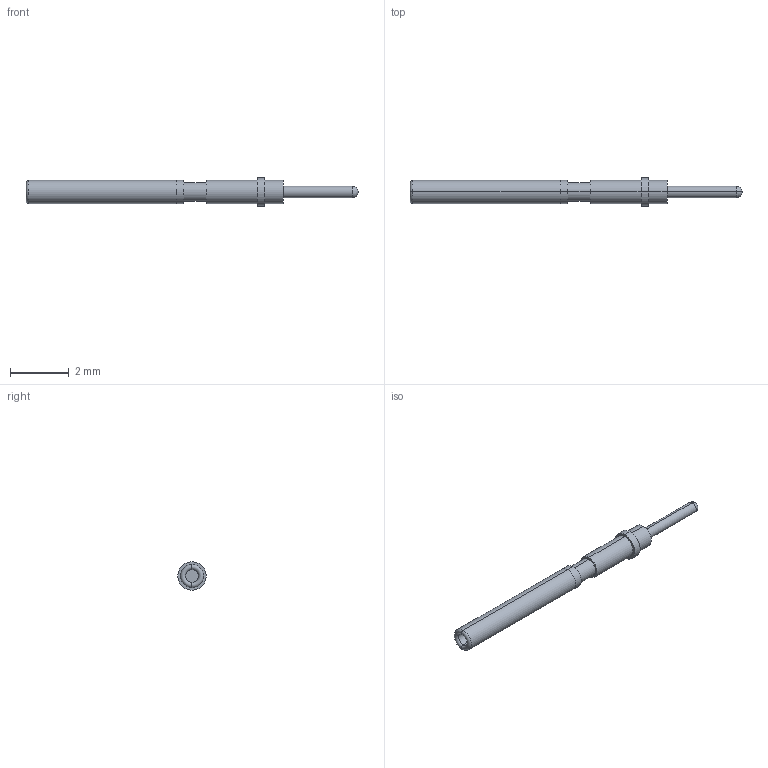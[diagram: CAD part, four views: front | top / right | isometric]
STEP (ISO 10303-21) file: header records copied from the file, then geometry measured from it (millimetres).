
FILE_DESCRIPTION (( 'STEP AP214' ), '1' );
FILE_NAME ('C-ICS40 B1 S2P2.STEP', '2011-10-21T10:56:38', ( 'Authorized User' ), ( '' ), 'SwSTEP 2.0', 'SolidWorks 2011', '' );
FILE_SCHEMA (( 'AUTOMOTIVE_DESIGN' ));
Length unit declared in the file: inch
Products named in the file (1): C-ICS40 B1 S2P2
Bounding box: 11.28 x 0.97 x 0.97 mm (x, y, z)
Volume: 3.1 mm3; surface area: 40.1 mm2
Topology: 2 solids, 2 shells, 39 faces, 76 edges, 48 vertices
Faces by surface type: cylinder 22, plane 11, torus 4, cone 2
Entity records: 1073 total; most frequent: DIRECTION 208, CARTESIAN_POINT 164, ORIENTED_EDGE 152, AXIS2_PLACEMENT_3D 92, EDGE_CURVE 76, CIRCLE 52, EDGE_LOOP 48, VERTEX_POINT 48
